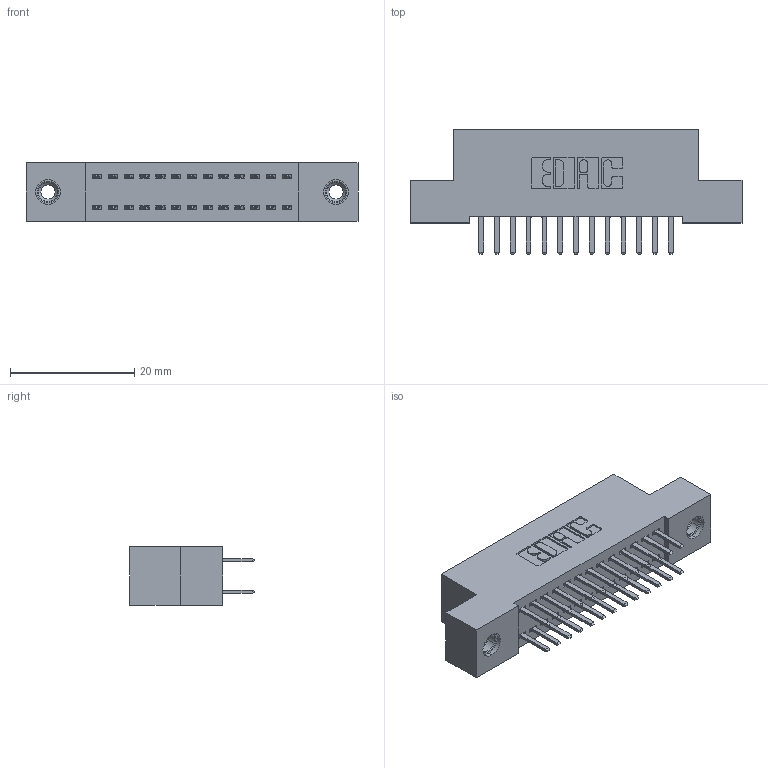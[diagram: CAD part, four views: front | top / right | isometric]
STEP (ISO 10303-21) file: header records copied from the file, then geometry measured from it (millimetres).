
FILE_DESCRIPTION (( 'STEP AP203' ), '1' );
FILE_NAME ('342-026-520-208.STEP', '2018-08-11T04:03:58', ( '' ), ( '' ), 'SwSTEP 2.0', 'SolidWorks 2016', '' );
FILE_SCHEMA (( 'CONFIG_CONTROL_DESIGN' ));
Length unit declared in the file: inch
Products named in the file (4): 342 Part_TI; 345-292-001_345-293-120; 342-026-520-208; 345-250-001_345-250-003-102
Assembly tree (29 placements, depth 2):
  342-026-520-208
    342 Part_TI
    345-292-001_345-293-120  x26
    345-250-001_345-250-003-102  x2
Bounding box: 53.34 x 20.02 x 9.4 mm (x, y, z)
Volume: 4638.2 mm3; surface area: 6818.6 mm2
Topology: 29 solids, 29 shells, 1626 faces, 4673 edges, 3038 vertices
Faces by surface type: plane 1086, cylinder 524, cone 12, torus 4
Entity records: 13282 total; most frequent: CARTESIAN_POINT 2229, ORIENTED_EDGE 2146, DIRECTION 1975, EDGE_CURVE 1073, VECTOR 921, LINE 921, VERTEX_POINT 708, AXIS2_PLACEMENT_3D 527
